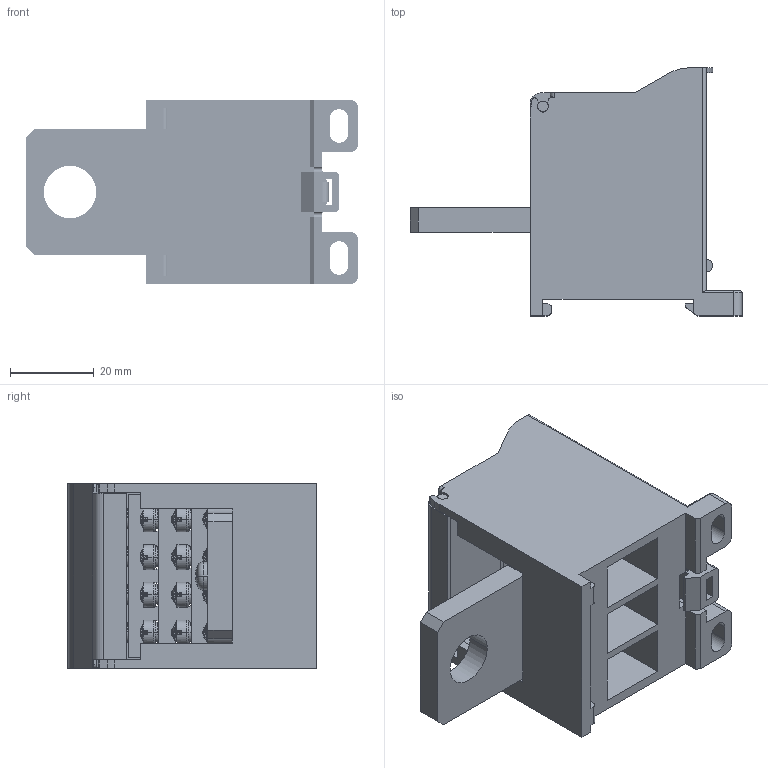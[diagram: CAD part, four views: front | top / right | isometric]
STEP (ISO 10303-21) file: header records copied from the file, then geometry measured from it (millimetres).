
FILE_DESCRIPTION((''),'2;1');
FILE_NAME('UJFX1-400_12_16','2021-11-08T',('ASUS'),(''),'PRO/ENGINEER BY PARAMETRIC TECHNOLOGY CORPORATION, 2013230','PRO/ENGINEER BY PARAMETRIC TECHNOLOGY CORPORATION, 2013230','');
FILE_SCHEMA(('CONFIG_CONTROL_DESIGN'));
Products named in the file (1): UJFX1-400_12_16
Bounding box: 79.2 x 59.2 x 44 mm (x, y, z)
Volume: 48049.2 mm3; surface area: 42091 mm2
Topology: 1 solids, 3 shells, 1378 faces, 4423 edges, 2963 vertices
Faces by surface type: cylinder 529, plane 438, bspline 264, cone 89, torus 32, sphere 26
Entity records: 100799 total; most frequent: CARTESIAN_POINT 65032, ORIENTED_EDGE 8808, DIRECTION 5704, EDGE_CURVE 4404, VERTEX_POINT 2963, AXIS2_PLACEMENT_3D 2000, B_SPLINE_CURVE_WITH_KNOTS 1814, VECTOR 1704
